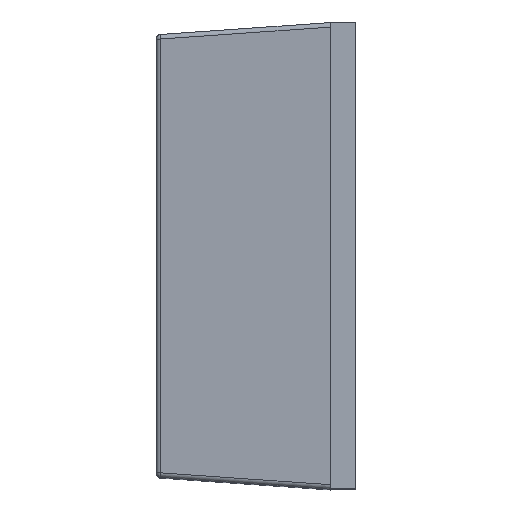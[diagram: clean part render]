
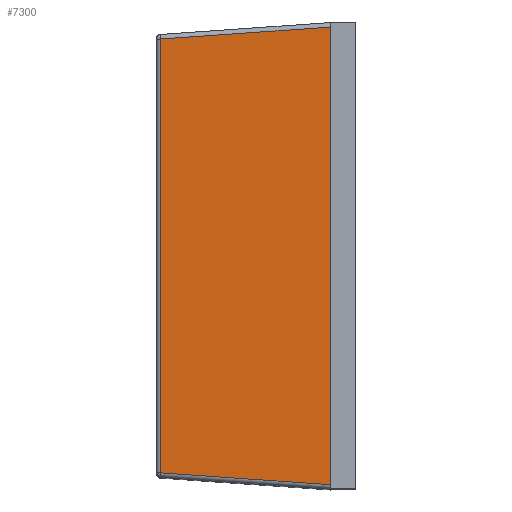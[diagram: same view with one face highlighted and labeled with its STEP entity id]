
A CAD part, top view. The second image highlights one B-rep face of the part: STEP entity #7300.
In plain terms, the highlighted planar face has unit normal (-0.07, 0, 0.998).
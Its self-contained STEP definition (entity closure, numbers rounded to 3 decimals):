
#710=PLANE('',#7911);
#941=FACE_OUTER_BOUND('',#1368,.T.);
#1368=EDGE_LOOP('',(#5196,#5197,#5198,#5199,#5200,#5201,#5202,#5203));
#1767=LINE('',#9693,#2450);
#1780=LINE('',#9722,#2463);
#1781=LINE('',#9725,#2464);
#1791=LINE('',#9782,#2474);
#1801=LINE('',#9827,#2484);
#1811=LINE('',#9852,#2494);
#1815=LINE('',#9858,#2498);
#1816=LINE('',#9860,#2499);
#2450=VECTOR('',#8235,10.);
#2463=VECTOR('',#8260,10.);
#2464=VECTOR('',#8263,10.);
#2474=VECTOR('',#8325,10.);
#2484=VECTOR('',#8377,10.);
#2494=VECTOR('',#8405,10.);
#2498=VECTOR('',#8413,10.);
#2499=VECTOR('',#8416,10.);
#3168=VERTEX_POINT('',#9691);
#3169=VERTEX_POINT('',#9692);
#3179=VERTEX_POINT('',#9720);
#3180=VERTEX_POINT('',#9724);
#3188=VERTEX_POINT('',#9744);
#3196=VERTEX_POINT('',#9767);
#3201=VERTEX_POINT('',#9781);
#3221=VERTEX_POINT('',#9850);
#3903=EDGE_CURVE('',#3168,#3169,#1767,.T.);
#3918=EDGE_CURVE('',#3169,#3179,#1780,.T.);
#3919=EDGE_CURVE('',#3180,#3168,#1781,.T.);
#3946=EDGE_CURVE('',#3201,#3196,#1791,.T.);
#3969=EDGE_CURVE('',#3201,#3180,#1801,.T.);
#3983=EDGE_CURVE('',#3179,#3221,#1811,.T.);
#3987=EDGE_CURVE('',#3188,#3221,#1815,.T.);
#3988=EDGE_CURVE('',#3196,#3188,#1816,.T.);
#5196=ORIENTED_EDGE('',*,*,#3946,.F.);
#5197=ORIENTED_EDGE('',*,*,#3969,.T.);
#5198=ORIENTED_EDGE('',*,*,#3919,.T.);
#5199=ORIENTED_EDGE('',*,*,#3903,.T.);
#5200=ORIENTED_EDGE('',*,*,#3918,.T.);
#5201=ORIENTED_EDGE('',*,*,#3983,.T.);
#5202=ORIENTED_EDGE('',*,*,#3987,.F.);
#5203=ORIENTED_EDGE('',*,*,#3988,.F.);
#7300=ADVANCED_FACE('',(#941),#710,.T.);
#7911=AXIS2_PLACEMENT_3D('',#9878,#8443,#8444);
#8235=DIRECTION('',(0.,1.,0.));
#8260=DIRECTION('',(0.,1.,0.));
#8263=DIRECTION('',(0.,1.,0.));
#8325=DIRECTION('',(-0.995,0.07,-0.07));
#8377=DIRECTION('',(0.,1.,0.));
#8405=DIRECTION('',(0.,1.,0.));
#8413=DIRECTION('',(0.995,0.07,0.07));
#8416=DIRECTION('',(0.,1.,0.));
#8443=DIRECTION('center_axis',(-0.07,0.,0.998));
#8444=DIRECTION('ref_axis',(0.998,0.,0.07));
#9691=CARTESIAN_POINT('',(1.615,-4.06,13.5));
#9692=CARTESIAN_POINT('',(1.615,4.06,13.5));
#9693=CARTESIAN_POINT('',(1.615,0.,13.5));
#9720=CARTESIAN_POINT('',(1.615,4.98,13.5));
#9722=CARTESIAN_POINT('',(1.615,0.,13.5));
#9724=CARTESIAN_POINT('',(1.615,-4.98,13.5));
#9725=CARTESIAN_POINT('',(1.615,0.,13.5));
#9744=CARTESIAN_POINT('',(-2.082,4.722,13.241));
#9767=CARTESIAN_POINT('',(-2.082,-4.722,13.241));
#9781=CARTESIAN_POINT('',(1.615,-4.98,13.5));
#9782=CARTESIAN_POINT('',(-0.684,-4.819,13.339));
#9827=CARTESIAN_POINT('',(1.615,0.,13.5));
#9850=CARTESIAN_POINT('',(1.615,4.98,13.5));
#9852=CARTESIAN_POINT('',(1.615,0.,13.5));
#9858=CARTESIAN_POINT('',(-0.684,4.819,13.339));
#9860=CARTESIAN_POINT('',(-2.082,0.,13.241));
#9878=CARTESIAN_POINT('Origin',(-0.28,0.,13.367));
